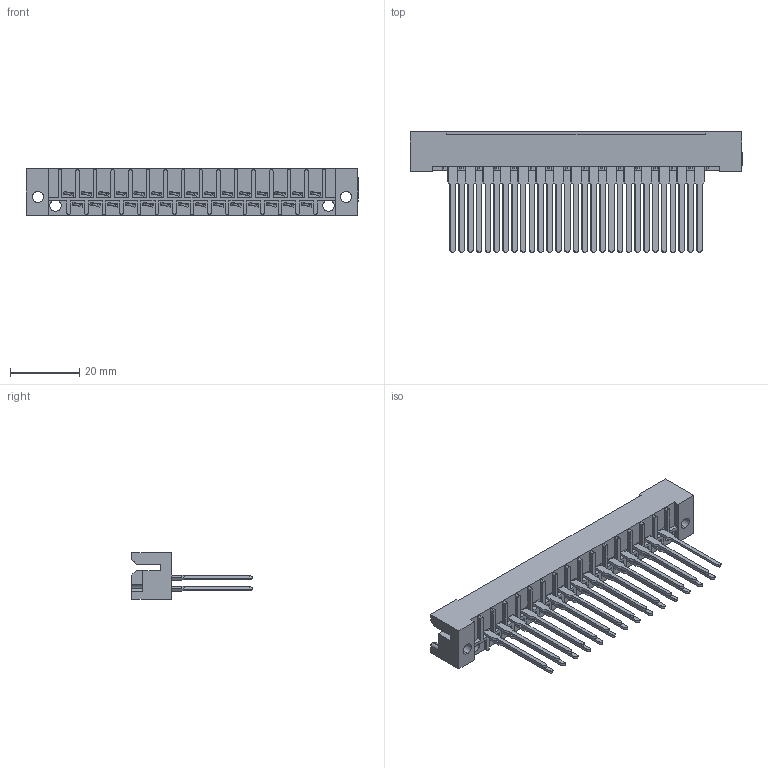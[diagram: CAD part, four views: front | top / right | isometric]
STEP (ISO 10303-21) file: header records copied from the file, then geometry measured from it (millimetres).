
FILE_DESCRIPTION (( 'STEP AP203' ), '1' );
FILE_NAME ('424-029-542-112.STEP', '2019-11-27T20:15:31', ( '' ), ( '' ), 'SwSTEP 2.0', 'SolidWorks 2016', '' );
FILE_SCHEMA (( 'CONFIG_CONTROL_DESIGN' ));
Length unit declared in the file: inch
Products named in the file (3): 424 Part_029; 424-029-542-112; 408-290-001_408-290-142
Assembly tree (30 placements, depth 2):
  424-029-542-112
    424 Part_029
    408-290-001_408-290-142  x29
Bounding box: 95.76 x 34.72 x 13.49 mm (x, y, z)
Volume: 11120.3 mm3; surface area: 15475.8 mm2
Topology: 30 solids, 30 shells, 1599 faces, 4393 edges, 2850 vertices
Faces by surface type: plane 1206, cylinder 277, bspline 116
Entity records: 20932 total; most frequent: CARTESIAN_POINT 3611, ORIENTED_EDGE 3522, DIRECTION 3159, EDGE_CURVE 1761, VECTOR 1595, LINE 1595, VERTEX_POINT 1170, AXIS2_PLACEMENT_3D 782
